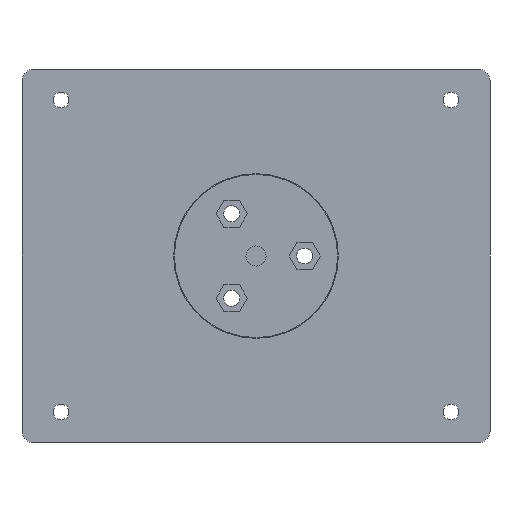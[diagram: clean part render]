
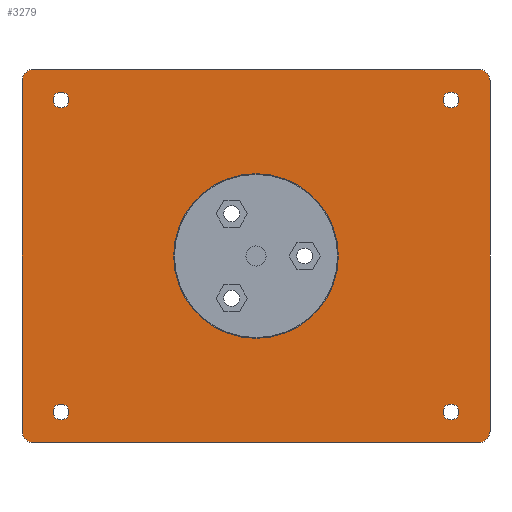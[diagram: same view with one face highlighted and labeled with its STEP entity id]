
A CAD part, front view. The second image highlights one B-rep face of the part: STEP entity #3279.
In plain terms, the highlighted planar face has unit normal (0, -1, 0).
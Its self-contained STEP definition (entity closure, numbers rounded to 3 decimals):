
#66=FACE_BOUND('',#1076,.T.);
#67=FACE_BOUND('',#1077,.T.);
#68=FACE_BOUND('',#1078,.T.);
#69=FACE_BOUND('',#1079,.T.);
#70=FACE_BOUND('',#1080,.T.);
#132=PLANE('',#3543);
#228=LINE('',#5052,#497);
#232=LINE('',#5061,#501);
#236=LINE('',#5084,#505);
#238=LINE('',#5090,#507);
#497=VECTOR('',#3931,10.);
#501=VECTOR('',#3941,10.);
#505=VECTOR('',#3967,10.);
#507=VECTOR('',#3975,10.);
#860=FACE_OUTER_BOUND('',#1075,.T.);
#1075=EDGE_LOOP('',(#2426,#2427,#2428,#2429,#2430,#2431,#2432,#2433));
#1076=EDGE_LOOP('',(#2434));
#1077=EDGE_LOOP('',(#2435));
#1078=EDGE_LOOP('',(#2436));
#1079=EDGE_LOOP('',(#2437));
#1080=EDGE_LOOP('',(#2438));
#1321=CIRCLE('',#3491,3.);
#1322=CIRCLE('',#3494,3.);
#1328=CIRCLE('',#3502,3.);
#1329=CIRCLE('',#3505,3.);
#1335=CIRCLE('',#3518,2.05);
#1350=CIRCLE('',#3544,2.05);
#1351=CIRCLE('',#3545,2.05);
#1352=CIRCLE('',#3546,2.05);
#1353=CIRCLE('',#3547,21.108);
#1528=VERTEX_POINT('',#5049);
#1529=VERTEX_POINT('',#5051);
#1530=VERTEX_POINT('',#5055);
#1531=VERTEX_POINT('',#5059);
#1532=VERTEX_POINT('',#5063);
#1538=VERTEX_POINT('',#5078);
#1539=VERTEX_POINT('',#5082);
#1540=VERTEX_POINT('',#5086);
#1546=VERTEX_POINT('',#5112);
#1559=VERTEX_POINT('',#5156);
#1560=VERTEX_POINT('',#5158);
#1561=VERTEX_POINT('',#5160);
#1562=VERTEX_POINT('',#5162);
#1839=EDGE_CURVE('',#1528,#1529,#228,.T.);
#1842=EDGE_CURVE('',#1530,#1528,#1321,.T.);
#1844=EDGE_CURVE('',#1531,#1530,#232,.T.);
#1846=EDGE_CURVE('',#1532,#1531,#1322,.T.);
#1852=EDGE_CURVE('',#1529,#1538,#1328,.T.);
#1855=EDGE_CURVE('',#1539,#1532,#236,.T.);
#1857=EDGE_CURVE('',#1540,#1539,#1329,.T.);
#1858=EDGE_CURVE('',#1538,#1540,#238,.T.);
#1870=EDGE_CURVE('',#1546,#1546,#1335,.T.);
#1889=EDGE_CURVE('',#1559,#1559,#1350,.T.);
#1890=EDGE_CURVE('',#1560,#1560,#1351,.T.);
#1891=EDGE_CURVE('',#1561,#1561,#1352,.T.);
#1892=EDGE_CURVE('',#1562,#1562,#1353,.T.);
#2426=ORIENTED_EDGE('',*,*,#1842,.F.);
#2427=ORIENTED_EDGE('',*,*,#1844,.F.);
#2428=ORIENTED_EDGE('',*,*,#1846,.F.);
#2429=ORIENTED_EDGE('',*,*,#1855,.F.);
#2430=ORIENTED_EDGE('',*,*,#1857,.F.);
#2431=ORIENTED_EDGE('',*,*,#1858,.F.);
#2432=ORIENTED_EDGE('',*,*,#1852,.F.);
#2433=ORIENTED_EDGE('',*,*,#1839,.F.);
#2434=ORIENTED_EDGE('',*,*,#1889,.T.);
#2435=ORIENTED_EDGE('',*,*,#1890,.T.);
#2436=ORIENTED_EDGE('',*,*,#1891,.T.);
#2437=ORIENTED_EDGE('',*,*,#1870,.T.);
#2438=ORIENTED_EDGE('',*,*,#1892,.F.);
#3279=ADVANCED_FACE('',(#860,#66,#67,#68,#69,#70),#132,.T.);
#3491=AXIS2_PLACEMENT_3D('',#5057,#3936,#3937);
#3494=AXIS2_PLACEMENT_3D('',#5065,#3945,#3946);
#3502=AXIS2_PLACEMENT_3D('',#5079,#3961,#3962);
#3505=AXIS2_PLACEMENT_3D('',#5088,#3971,#3972);
#3518=AXIS2_PLACEMENT_3D('',#5114,#4004,#4005);
#3543=AXIS2_PLACEMENT_3D('',#5155,#4058,#4059);
#3544=AXIS2_PLACEMENT_3D('',#5157,#4060,#4061);
#3545=AXIS2_PLACEMENT_3D('',#5159,#4062,#4063);
#3546=AXIS2_PLACEMENT_3D('',#5161,#4064,#4065);
#3547=AXIS2_PLACEMENT_3D('',#5163,#4066,#4067);
#3931=DIRECTION('',(0.,0.,1.));
#3936=DIRECTION('center_axis',(0.,1.,0.));
#3937=DIRECTION('ref_axis',(-0.707,0.,-0.707));
#3941=DIRECTION('',(-1.,0.,0.));
#3945=DIRECTION('center_axis',(0.,1.,0.));
#3946=DIRECTION('ref_axis',(0.707,0.,-0.707));
#3961=DIRECTION('center_axis',(0.,1.,0.));
#3962=DIRECTION('ref_axis',(-0.707,0.,0.707));
#3967=DIRECTION('',(0.,0.,-1.));
#3971=DIRECTION('center_axis',(0.,1.,0.));
#3972=DIRECTION('ref_axis',(0.707,0.,0.707));
#3975=DIRECTION('',(1.,0.,0.));
#4004=DIRECTION('center_axis',(0.,1.,0.));
#4005=DIRECTION('ref_axis',(0.,0.,1.));
#4058=DIRECTION('center_axis',(0.,-1.,0.));
#4059=DIRECTION('ref_axis',(0.,0.,-1.));
#4060=DIRECTION('center_axis',(0.,1.,0.));
#4061=DIRECTION('ref_axis',(0.,0.,1.));
#4062=DIRECTION('center_axis',(0.,1.,0.));
#4063=DIRECTION('ref_axis',(0.,0.,1.));
#4064=DIRECTION('center_axis',(0.,1.,0.));
#4065=DIRECTION('ref_axis',(0.,0.,1.));
#4066=DIRECTION('center_axis',(0.,-1.,0.));
#4067=DIRECTION('ref_axis',(1.,0.,0.));
#5049=CARTESIAN_POINT('',(-60.,-4.,-44.875));
#5051=CARTESIAN_POINT('',(-60.,-4.,44.875));
#5052=CARTESIAN_POINT('',(-60.,-4.,23.938));
#5055=CARTESIAN_POINT('',(-57.,-4.,-47.875));
#5057=CARTESIAN_POINT('Origin',(-57.,-4.,-44.875));
#5059=CARTESIAN_POINT('',(57.,-4.,-47.875));
#5061=CARTESIAN_POINT('',(-30.,-4.,-47.875));
#5063=CARTESIAN_POINT('',(60.,-4.,-44.875));
#5065=CARTESIAN_POINT('Origin',(57.,-4.,-44.875));
#5078=CARTESIAN_POINT('',(-57.,-4.,47.875));
#5079=CARTESIAN_POINT('Origin',(-57.,-4.,44.875));
#5082=CARTESIAN_POINT('',(60.,-4.,44.875));
#5084=CARTESIAN_POINT('',(60.,-4.,-23.938));
#5086=CARTESIAN_POINT('',(57.,-4.,47.875));
#5088=CARTESIAN_POINT('Origin',(57.,-4.,44.875));
#5090=CARTESIAN_POINT('',(30.,-4.,47.875));
#5112=CARTESIAN_POINT('',(50.,-4.,-42.05));
#5114=CARTESIAN_POINT('Origin',(50.,-4.,-40.));
#5155=CARTESIAN_POINT('Origin',(21.108,-4.,0.));
#5156=CARTESIAN_POINT('',(-50.,-4.,37.95));
#5157=CARTESIAN_POINT('Origin',(-50.,-4.,40.));
#5158=CARTESIAN_POINT('',(50.,-4.,37.95));
#5159=CARTESIAN_POINT('Origin',(50.,-4.,40.));
#5160=CARTESIAN_POINT('',(-50.,-4.,-42.05));
#5161=CARTESIAN_POINT('Origin',(-50.,-4.,-40.));
#5162=CARTESIAN_POINT('',(-21.108,-4.,0.));
#5163=CARTESIAN_POINT('Origin',(0.,-4.,0.));
